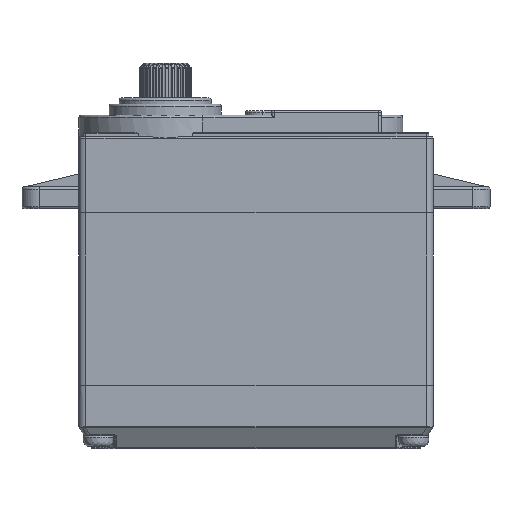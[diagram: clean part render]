
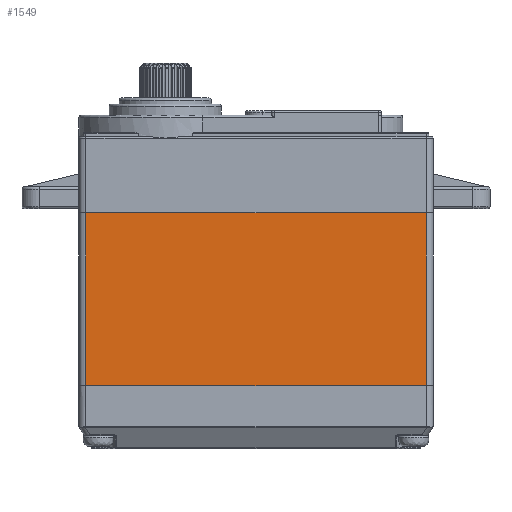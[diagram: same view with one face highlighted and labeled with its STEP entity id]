
A CAD part, left-side view. The second image highlights one B-rep face of the part: STEP entity #1549.
In plain terms, the highlighted planar face has unit normal (-1, 0, 0).
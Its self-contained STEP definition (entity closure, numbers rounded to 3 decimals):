
#1549=ADVANCED_FACE('',(#2696),#2301,.F.);
#2301=PLANE('',#15228);
#2696=FACE_OUTER_BOUND('',#3583,.T.);
#3583=EDGE_LOOP('',(#5882,#5883,#5884,#5885));
#5882=ORIENTED_EDGE('',*,*,#11147,.F.);
#5883=ORIENTED_EDGE('',*,*,#11148,.T.);
#5884=ORIENTED_EDGE('',*,*,#11149,.T.);
#5885=ORIENTED_EDGE('',*,*,#11150,.T.);
#9618=VERTEX_POINT('',#21737);
#9619=VERTEX_POINT('',#21738);
#9620=VERTEX_POINT('',#21740);
#9621=VERTEX_POINT('',#21742);
#11147=EDGE_CURVE('',#9618,#9619,#13109,.T.);
#11148=EDGE_CURVE('',#9618,#9620,#13110,.T.);
#11149=EDGE_CURVE('',#9620,#9621,#13111,.T.);
#11150=EDGE_CURVE('',#9621,#9619,#13112,.T.);
#13109=LINE('',#21736,#14084);
#13110=LINE('',#21739,#14085);
#13111=LINE('',#21741,#14086);
#13112=LINE('',#21743,#14087);
#14084=VECTOR('',#17440,1.);
#14085=VECTOR('',#17441,1.);
#14086=VECTOR('',#17442,1.);
#14087=VECTOR('',#17443,1.);
#15228=AXIS2_PLACEMENT_3D('',#21744,#17444,#17445);
#17440=DIRECTION('',(0.,-1.,0.));
#17441=DIRECTION('',(0.,0.,-1.));
#17442=DIRECTION('',(0.,-1.,0.));
#17443=DIRECTION('',(0.,0.,1.));
#17444=DIRECTION('',(1.,0.,0.));
#17445=DIRECTION('',(0.,1.,0.));
#21736=CARTESIAN_POINT('',(-10.,20.5,27.3));
#21737=CARTESIAN_POINT('',(-10.,19.7,27.3));
#21738=CARTESIAN_POINT('',(-10.,-19.7,27.3));
#21739=CARTESIAN_POINT('',(-10.,19.7,27.3));
#21740=CARTESIAN_POINT('',(-10.,19.7,7.3));
#21741=CARTESIAN_POINT('',(-10.,20.5,7.3));
#21742=CARTESIAN_POINT('',(-10.,-19.7,7.3));
#21743=CARTESIAN_POINT('',(-10.,-19.7,27.3));
#21744=CARTESIAN_POINT('',(-10.,20.5,27.3));
